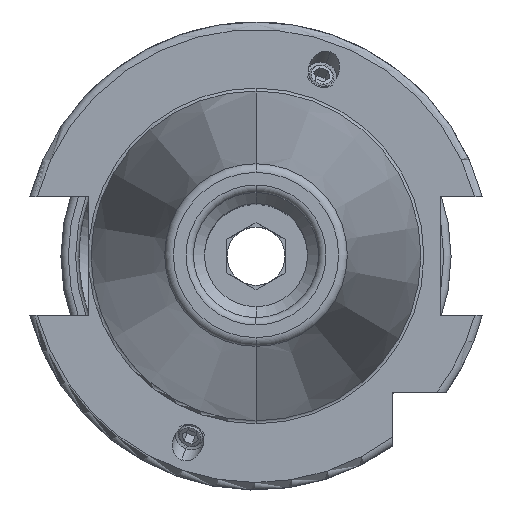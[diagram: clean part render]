
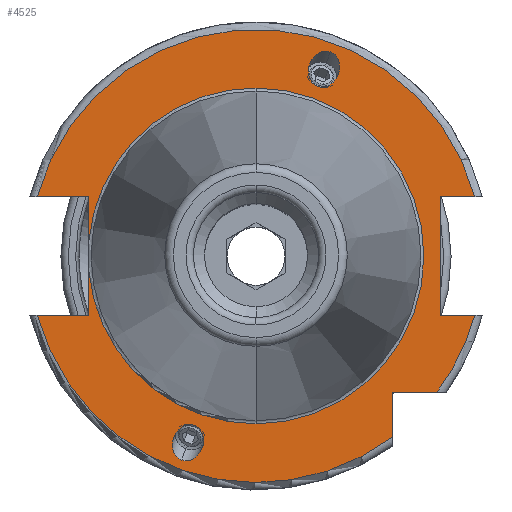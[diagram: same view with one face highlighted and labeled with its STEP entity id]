
A CAD part, top view. The second image highlights one B-rep face of the part: STEP entity #4525.
In plain terms, the highlighted planar face has unit normal (0, 0, 1).
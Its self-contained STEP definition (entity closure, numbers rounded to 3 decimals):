
#813=CARTESIAN_POINT('',(0,0,15.9));
#814=DIRECTION('',(0,0,-1));
#815=DIRECTION('',(0,1,0));
#816=AXIS2_PLACEMENT_3D('',#813,#814,#815);
#828=CARTESIAN_POINT('',(0,0,15.9));
#829=DIRECTION('',(0,0,1));
#830=DIRECTION('',(0,1,0));
#831=AXIS2_PLACEMENT_3D('',#828,#829,#830);
#843=CARTESIAN_POINT('',(0,0,15.9));
#844=DIRECTION('',(0,0,1));
#845=DIRECTION('',(-0.996,-0.094,0));
#846=AXIS2_PLACEMENT_3D('',#843,#844,#845);
#848=DIRECTION('',(1,0,0));
#849=VECTOR('',#848,7.004);
#850=CARTESIAN_POINT('',(-29.704,-8.05,15.9));
#851=LINE('',#850,#849);
#852=DIRECTION('',(0,1,0));
#853=VECTOR('',#852,5.917);
#854=CARTESIAN_POINT('',(-22.7,-8.05,15.9));
#855=LINE('',#854,#853);
#856=DIRECTION('',(0,1,0));
#857=VECTOR('',#856,5.917);
#858=CARTESIAN_POINT('',(-22.7,2.133,15.9));
#859=LINE('',#858,#857);
#860=DIRECTION('',(1,0,0));
#861=VECTOR('',#860,7.004);
#862=CARTESIAN_POINT('',(-29.704,8.05,15.9));
#863=LINE('',#862,#861);
#864=DIRECTION('',(-1,0,0));
#865=VECTOR('',#864,4.704);
#866=CARTESIAN_POINT('',(29.704,8.05,15.9));
#867=LINE('',#866,#865);
#868=DIRECTION('',(0,-1,0));
#869=VECTOR('',#868,16.1);
#870=CARTESIAN_POINT('',(25,8.05,15.9));
#871=LINE('',#870,#869);
#872=DIRECTION('',(-1,0,0));
#873=VECTOR('',#872,4.704);
#874=CARTESIAN_POINT('',(29.704,-8.05,15.9));
#875=LINE('',#874,#873);
#876=CARTESIAN_POINT('',(0,0,15.9));
#877=DIRECTION('',(0,0,1));
#878=DIRECTION('',(0.799,-0.601,0));
#879=AXIS2_PLACEMENT_3D('',#876,#877,#878);
#881=DIRECTION('',(-1,0,0));
#882=VECTOR('',#881,6.094);
#883=CARTESIAN_POINT('',(24.594,-18.5,15.9));
#884=LINE('',#883,#882);
#885=DIRECTION('',(0,1,0));
#886=VECTOR('',#885,6.094);
#887=CARTESIAN_POINT('',(18.5,-24.594,15.9));
#888=LINE('',#887,#886);
#889=CARTESIAN_POINT('',(10.09,27.723,15.9));
#890=CARTESIAN_POINT('',(9.863,27.806,15.9));
#891=CARTESIAN_POINT('',(9.337,27.884,15.9));
#892=CARTESIAN_POINT('',(8.455,27.594,15.9));
#893=CARTESIAN_POINT('',(7.834,27.033,15.9));
#894=CARTESIAN_POINT('',(7.483,26.49,15.9));
#895=CARTESIAN_POINT('',(7.298,26.077,15.9));
#896=CARTESIAN_POINT('',(7.174,25.641,15.9));
#897=CARTESIAN_POINT('',(7.094,25.,15.9));
#898=CARTESIAN_POINT('',(7.208,24.17,15.9));
#899=CARTESIAN_POINT('',(7.698,23.381,15.9));
#900=CARTESIAN_POINT('',(8.152,23.103,15.9));
#901=CARTESIAN_POINT('',(8.379,23.02,15.9));
#903=CARTESIAN_POINT('',(8.379,23.02,15.9));
#904=CARTESIAN_POINT('',(8.606,22.937,15.9));
#905=CARTESIAN_POINT('',(9.133,22.859,15.9));
#906=CARTESIAN_POINT('',(10.014,23.149,15.9));
#907=CARTESIAN_POINT('',(10.635,23.711,15.9));
#908=CARTESIAN_POINT('',(10.986,24.253,15.9));
#909=CARTESIAN_POINT('',(11.171,24.667,15.9));
#910=CARTESIAN_POINT('',(11.295,25.103,15.9));
#911=CARTESIAN_POINT('',(11.375,25.744,15.9));
#912=CARTESIAN_POINT('',(11.261,26.573,15.9));
#913=CARTESIAN_POINT('',(10.771,27.362,15.9));
#914=CARTESIAN_POINT('',(10.318,27.641,15.9));
#915=CARTESIAN_POINT('',(10.09,27.723,15.9));
#917=CARTESIAN_POINT('',(-10.09,-27.723,15.9));
#918=CARTESIAN_POINT('',(-10.318,-27.641,15.9));
#919=CARTESIAN_POINT('',(-10.771,-27.362,15.9));
#920=CARTESIAN_POINT('',(-11.261,-26.573,15.9));
#921=CARTESIAN_POINT('',(-11.375,-25.744,15.9));
#922=CARTESIAN_POINT('',(-11.295,-25.103,15.9));
#923=CARTESIAN_POINT('',(-11.171,-24.667,15.9));
#924=CARTESIAN_POINT('',(-10.986,-24.253,15.9));
#925=CARTESIAN_POINT('',(-10.635,-23.711,15.9));
#926=CARTESIAN_POINT('',(-10.014,-23.149,15.9));
#927=CARTESIAN_POINT('',(-9.133,-22.859,15.9));
#928=CARTESIAN_POINT('',(-8.606,-22.937,15.9));
#929=CARTESIAN_POINT('',(-8.379,-23.02,15.9));
#931=CARTESIAN_POINT('',(-8.379,-23.02,15.9));
#932=CARTESIAN_POINT('',(-8.152,-23.103,15.9));
#933=CARTESIAN_POINT('',(-7.698,-23.381,15.9));
#934=CARTESIAN_POINT('',(-7.208,-24.17,15.9));
#935=CARTESIAN_POINT('',(-7.094,-25.,15.9));
#936=CARTESIAN_POINT('',(-7.174,-25.641,15.9));
#937=CARTESIAN_POINT('',(-7.298,-26.077,15.9));
#938=CARTESIAN_POINT('',(-7.483,-26.49,15.9));
#939=CARTESIAN_POINT('',(-7.834,-27.033,15.9));
#940=CARTESIAN_POINT('',(-8.455,-27.594,15.9));
#941=CARTESIAN_POINT('',(-9.337,-27.884,15.9));
#942=CARTESIAN_POINT('',(-9.863,-27.806,15.9));
#943=CARTESIAN_POINT('',(-10.09,-27.723,15.9));
#968=CARTESIAN_POINT('',(0,0,15.9));
#969=DIRECTION('',(0,0,1));
#970=DIRECTION('',(0.965,0.262,0));
#971=AXIS2_PLACEMENT_3D('',#968,#969,#970);
#1019=CARTESIAN_POINT('',(0,0,15.9));
#1020=DIRECTION('',(0,0,1));
#1021=DIRECTION('',(-0.965,-0.262,0));
#1022=AXIS2_PLACEMENT_3D('',#1019,#1020,#1021);
#2826=CARTESIAN_POINT('',(0,22.8,15.9));
#2828=VERTEX_POINT('',#2826);
#2848=CARTESIAN_POINT('',(0,-22.8,15.9));
#2850=VERTEX_POINT('',#2848);
#2988=CARTESIAN_POINT('',(-29.704,-8.05,15.9));
#2989=CARTESIAN_POINT('',(-22.7,-8.05,15.9));
#2990=VERTEX_POINT('',#2988);
#2991=VERTEX_POINT('',#2989);
#2992=CARTESIAN_POINT('',(-22.7,-2.133,15.9));
#2993=VERTEX_POINT('',#2992);
#2994=CARTESIAN_POINT('',(-22.7,2.133,15.9));
#2995=CARTESIAN_POINT('',(-22.7,8.05,15.9));
#2996=VERTEX_POINT('',#2994);
#2997=VERTEX_POINT('',#2995);
#2998=CARTESIAN_POINT('',(-29.704,8.05,15.9));
#2999=VERTEX_POINT('',#2998);
#3000=CARTESIAN_POINT('',(25,8.05,15.9));
#3001=CARTESIAN_POINT('',(25,-8.05,15.9));
#3002=VERTEX_POINT('',#3000);
#3003=VERTEX_POINT('',#3001);
#3004=CARTESIAN_POINT('',(29.704,-8.05,15.9));
#3005=VERTEX_POINT('',#3004);
#3006=CARTESIAN_POINT('',(29.704,8.05,15.9));
#3007=VERTEX_POINT('',#3006);
#3008=CARTESIAN_POINT('',(18.5,-24.594,15.9));
#3009=CARTESIAN_POINT('',(18.5,-18.5,15.9));
#3010=VERTEX_POINT('',#3008);
#3011=VERTEX_POINT('',#3009);
#3012=CARTESIAN_POINT('',(24.594,-18.5,15.9));
#3013=VERTEX_POINT('',#3012);
#3104=VERTEX_POINT('',#889);
#3105=VERTEX_POINT('',#901);
#3161=CARTESIAN_POINT('',(-10.09,-27.723,15.9));
#3163=VERTEX_POINT('',#3161);
#3168=CARTESIAN_POINT('',(-8.379,-23.02,15.9));
#3169=VERTEX_POINT('',#3168);
#4483=CARTESIAN_POINT('',(0,0,15.9));
#4484=DIRECTION('',(0,0,-1));
#4485=DIRECTION('',(0,-1,0));
#4486=AXIS2_PLACEMENT_3D('',#4483,#4484,#4485);
#4487=PLANE('',#4486);
#4488=ORIENTED_EDGE('',*,*,#3418,.T.);
#4489=ORIENTED_EDGE('',*,*,#3532,.T.);
#4490=ORIENTED_EDGE('',*,*,#4478,.T.);
#4491=ORIENTED_EDGE('',*,*,#4459,.F.);
#4492=ORIENTED_EDGE('',*,*,#4473,.T.);
#4493=ORIENTED_EDGE('',*,*,#3528,.T.);
#4494=ORIENTED_EDGE('',*,*,#3504,.F.);
#4496=ORIENTED_EDGE('',*,*,#4495,.F.);
#4498=ORIENTED_EDGE('',*,*,#4497,.T.);
#4500=ORIENTED_EDGE('',*,*,#4499,.T.);
#4502=ORIENTED_EDGE('',*,*,#4501,.F.);
#4504=ORIENTED_EDGE('',*,*,#4503,.F.);
#4506=ORIENTED_EDGE('',*,*,#4505,.T.);
#4508=ORIENTED_EDGE('',*,*,#4507,.F.);
#4510=ORIENTED_EDGE('',*,*,#4509,.F.);
#4511=EDGE_LOOP('',(#4488,#4489,#4490,#4491,#4492,#4493,#4494,#4496,#4498,#4500,
#4502,#4504,#4506,#4508,#4510));
#4512=FACE_OUTER_BOUND('',#4511,.F.);
#4514=ORIENTED_EDGE('',*,*,#4513,.T.);
#4516=ORIENTED_EDGE('',*,*,#4515,.T.);
#4517=EDGE_LOOP('',(#4514,#4516));
#4518=FACE_BOUND('',#4517,.F.);
#4520=ORIENTED_EDGE('',*,*,#4519,.F.);
#4522=ORIENTED_EDGE('',*,*,#4521,.F.);
#4523=EDGE_LOOP('',(#4520,#4522));
#4524=FACE_BOUND('',#4523,.F.);
#4525=ADVANCED_FACE('',(#4512,#4518,#4524),#4487,.F.);
#817=CIRCLE('',#816,22.8);
#832=CIRCLE('',#831,22.8);
#847=CIRCLE('',#846,22.8);
#880=CIRCLE('',#879,30.775);
#902=B_SPLINE_CURVE_WITH_KNOTS('',3,(#889,#890,#891,#892,#893,#894,#895,#896,
#897,#898,#899,#900,#901),.UNSPECIFIED.,.F.,.F.,(4,1,1,1,1,1,1,1,1,1,4),(0,
0.125,0.25,0.375,0.438,0.5,0.563,0.625,0.75,0.875,1),
.UNSPECIFIED.);
#916=B_SPLINE_CURVE_WITH_KNOTS('',3,(#903,#904,#905,#906,#907,#908,#909,#910,
#911,#912,#913,#914,#915),.UNSPECIFIED.,.F.,.F.,(4,1,1,1,1,1,1,1,1,1,4),(0,
0.125,0.25,0.375,0.438,0.5,0.563,0.625,0.75,0.875,1),
.UNSPECIFIED.);
#930=B_SPLINE_CURVE_WITH_KNOTS('',3,(#917,#918,#919,#920,#921,#922,#923,#924,
#925,#926,#927,#928,#929),.UNSPECIFIED.,.F.,.F.,(4,1,1,1,1,1,1,1,1,1,4),(0,
0.125,0.25,0.375,0.438,0.5,0.563,0.625,0.75,0.875,1),
.UNSPECIFIED.);
#944=B_SPLINE_CURVE_WITH_KNOTS('',3,(#931,#932,#933,#934,#935,#936,#937,#938,
#939,#940,#941,#942,#943),.UNSPECIFIED.,.F.,.F.,(4,1,1,1,1,1,1,1,1,1,4),(0,
0.125,0.25,0.375,0.438,0.5,0.563,0.625,0.75,0.875,1),
.UNSPECIFIED.);
#972=CIRCLE('',#971,30.775);
#1023=CIRCLE('',#1022,30.775);
#3418=EDGE_CURVE('',#2990,#2991,#851,.T.);
#3504=EDGE_CURVE('',#2999,#2997,#863,.T.);
#3528=EDGE_CURVE('',#2996,#2997,#859,.T.);
#3532=EDGE_CURVE('',#2991,#2993,#855,.T.);
#4459=EDGE_CURVE('',#2828,#2850,#817,.T.);
#4473=EDGE_CURVE('',#2828,#2996,#832,.T.);
#4478=EDGE_CURVE('',#2993,#2850,#847,.T.);
#4495=EDGE_CURVE('',#3007,#2999,#972,.T.);
#4497=EDGE_CURVE('',#3007,#3002,#867,.T.);
#4499=EDGE_CURVE('',#3002,#3003,#871,.T.);
#4501=EDGE_CURVE('',#3005,#3003,#875,.T.);
#4503=EDGE_CURVE('',#3013,#3005,#880,.T.);
#4505=EDGE_CURVE('',#3013,#3011,#884,.T.);
#4507=EDGE_CURVE('',#3010,#3011,#888,.T.);
#4509=EDGE_CURVE('',#2990,#3010,#1023,.T.);
#4513=EDGE_CURVE('',#3104,#3105,#902,.T.);
#4515=EDGE_CURVE('',#3105,#3104,#916,.T.);
#4519=EDGE_CURVE('',#3163,#3169,#930,.T.);
#4521=EDGE_CURVE('',#3169,#3163,#944,.T.);
